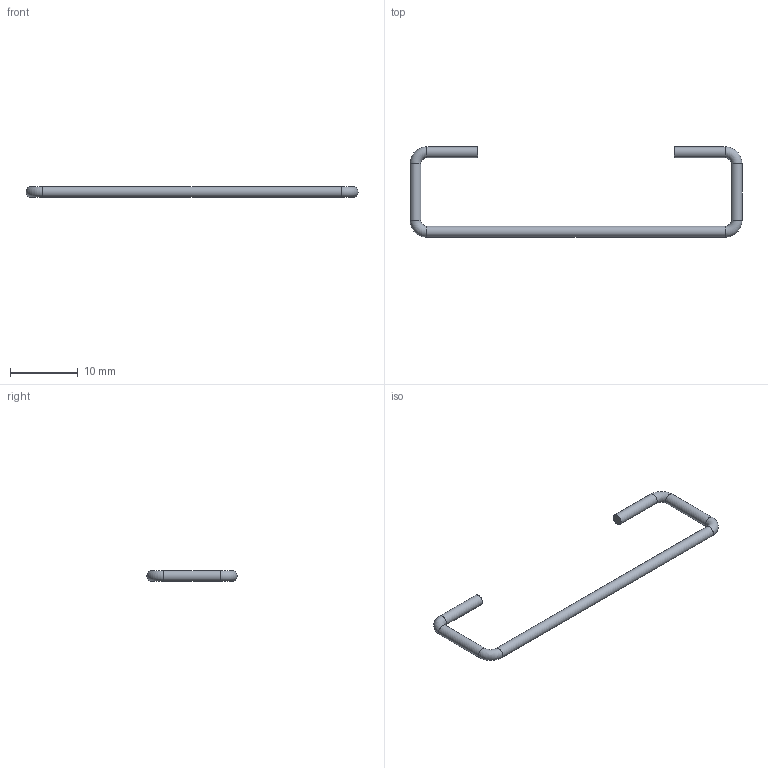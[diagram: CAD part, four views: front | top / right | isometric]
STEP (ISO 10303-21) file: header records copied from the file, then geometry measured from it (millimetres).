
FILE_DESCRIPTION(/* description */ (''),/* implementation_level */ '2;1');
FILE_NAME(/* name */ 'Topre_OEM_3U_Wire.step',/* time_stamp */ '2024-05-09T18:37:28+02:00',/* author */ (''),/* organization */ (''),/* preprocessor_version */ 'ST-DEVELOPER v20',/* originating_system */ 'Autodesk Translation Framework v12.20.1.177',/* authorisation */ '');
FILE_SCHEMA (('AUTOMOTIVE_DESIGN { 1 0 10303 214 3 1 1 }'));
Length unit declared in the file: millimetre
Products named in the file (1): Topre_OEM_3U_Wire
Bounding box: 48.83 x 13.3 x 1.6 mm (x, y, z)
Volume: 173.1 mm3; surface area: 436.8 mm2
Topology: 1 solids, 1 shells, 11 faces, 29 edges, 20 vertices
Faces by surface type: cylinder 5, torus 4, plane 2
Full cylindrical faces by diameter (mm): 1.6 x5
Entity records: 403 total; most frequent: DIRECTION 77, CARTESIAN_POINT 61, ORIENTED_EDGE 58, AXIS2_PLACEMENT_3D 36, EDGE_CURVE 29, CIRCLE 24, VERTEX_POINT 20, FACE_OUTER_BOUND 11
